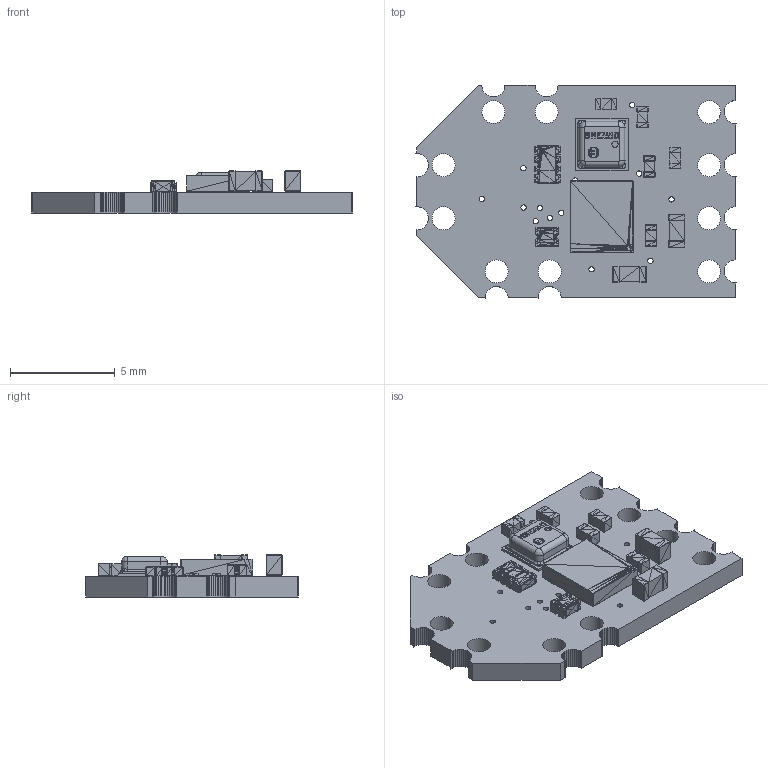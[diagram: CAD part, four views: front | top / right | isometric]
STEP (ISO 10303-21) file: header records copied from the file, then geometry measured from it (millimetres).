
FILE_DESCRIPTION(('for SolidWorks'),'2;1');
FILE_NAME('DRV2605L.step','2015-02-18T21:33:21',( 'Chris Hamilton'),(''),'Open CASCADE STEP processor 6.6','Diptrace', 'Unknown');
FILE_SCHEMA(('AUTOMOTIVE_DESIGN { 1 0 10303 214 1 1 1 1 }'));
Length unit declared in the file: millimetre
Products named in the file (8): PCB; Board; Model_2; cap_0402; cap_0603; rescax-8_1x2x0.5; rescax-4_1x1x0.65; dfn-6r_3x3x0.95
Assembly tree (12 placements, depth 2):
  PCB
    Board
    Model_2
    cap_0402  x5
    cap_0603  x2
    rescax-8_1x2x0.5
    rescax-4_1x1x0.65
    dfn-6r_3x3x0.95
Bounding box: 15.39 x 10.18 x 2.01 mm (x, y, z)
Volume: 130.7 mm3; surface area: 476.3 mm2
Topology: 1 solids, 32 shells, 3144 faces, 5400 edges, 2345 vertices
Faces by surface type: plane 2740, bspline 333, cylinder 63, torus 4, revolution 4
Full cylindrical faces by diameter (mm): 0.254 x23, 1.1 x10
Entity records: 73298 total; most frequent: CARTESIAN_POINT 12296, ORIENTED_EDGE 8928, DIRECTION 8495, EDGE_CURVE 4470, LINE 3807, VECTOR 3807, FACE_BOUND 2619, EDGE_LOOP 2619
